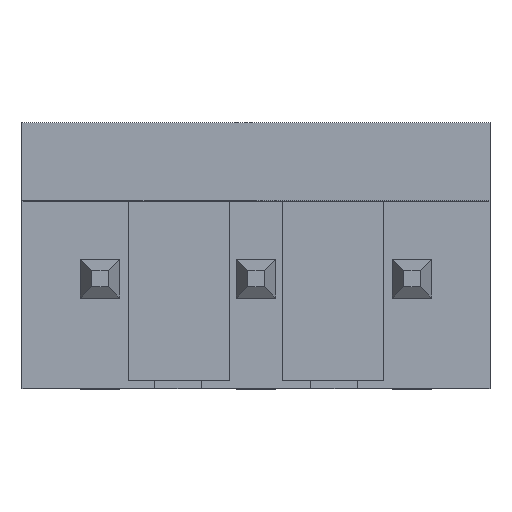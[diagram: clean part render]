
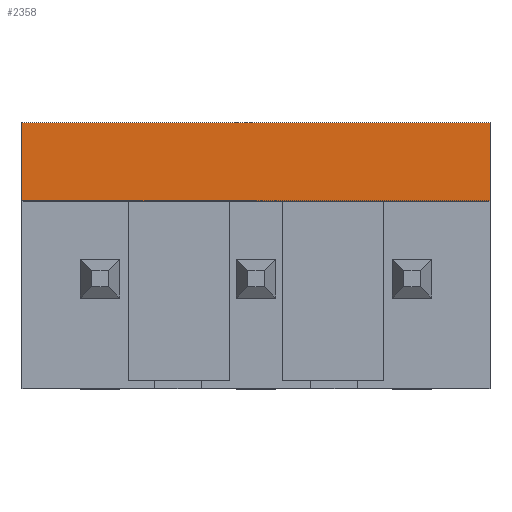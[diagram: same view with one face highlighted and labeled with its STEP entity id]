
A CAD part, top view. The second image highlights one B-rep face of the part: STEP entity #2358.
In plain terms, the highlighted planar face has unit normal (0, 0, 1).
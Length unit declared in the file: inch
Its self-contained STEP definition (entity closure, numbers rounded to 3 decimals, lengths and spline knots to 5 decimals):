
#298=ORIENTED_EDGE('',*,*,#844,.T.);
#299=ORIENTED_EDGE('',*,*,#848,.T.);
#300=ORIENTED_EDGE('',*,*,#867,.T.);
#301=ORIENTED_EDGE('',*,*,#869,.T.);
#844=EDGE_CURVE('',#1149,#1148,#1396,.T.);
#848=EDGE_CURVE('',#1148,#1151,#1400,.T.);
#867=EDGE_CURVE('',#1151,#1169,#1419,.T.);
#869=EDGE_CURVE('',#1169,#1149,#1421,.T.);
#1148=VERTEX_POINT('',#3473);
#1149=VERTEX_POINT('',#3475);
#1151=VERTEX_POINT('',#3481);
#1169=VERTEX_POINT('',#3519);
#1396=LINE('',#3474,#1708);
#1400=LINE('',#3482,#1712);
#1419=LINE('',#3520,#1731);
#1421=LINE('',#3523,#1733);
#1708=VECTOR('',#2816,39.37008);
#1712=VECTOR('',#2822,39.37008);
#1731=VECTOR('',#2843,39.37008);
#1733=VECTOR('',#2847,39.37008);
#1970=EDGE_LOOP('',(#298,#299,#300,#301));
#2110=FACE_BOUND('',#1970,.T.);
#2240=PLANE('',#2526);
#2358=ADVANCED_FACE('',(#2110),#2240,.T.);
#2526=AXIS2_PLACEMENT_3D('',#3524,#2848,#2849);
#2816=DIRECTION('',(-1.,0.,0.));
#2822=DIRECTION('',(0.,-1.,0.));
#2843=DIRECTION('',(1.,0.,0.));
#2847=DIRECTION('',(0.,1.,0.));
#2848=DIRECTION('',(0.,0.,1.));
#2849=DIRECTION('',(1.,0.,0.));
#3473=CARTESIAN_POINT('',(-0.15,0.05,0.125));
#3474=CARTESIAN_POINT('',(0.15,0.05,0.125));
#3475=CARTESIAN_POINT('',(0.15,0.05,0.125));
#3481=CARTESIAN_POINT('',(-0.15,0.,0.125));
#3482=CARTESIAN_POINT('',(-0.15,0.05,0.125));
#3519=CARTESIAN_POINT('',(0.15,0.,0.125));
#3520=CARTESIAN_POINT('',(-0.15,0.,0.125));
#3523=CARTESIAN_POINT('',(0.15,0.,0.125));
#3524=CARTESIAN_POINT('',(0.,0.,0.125));
